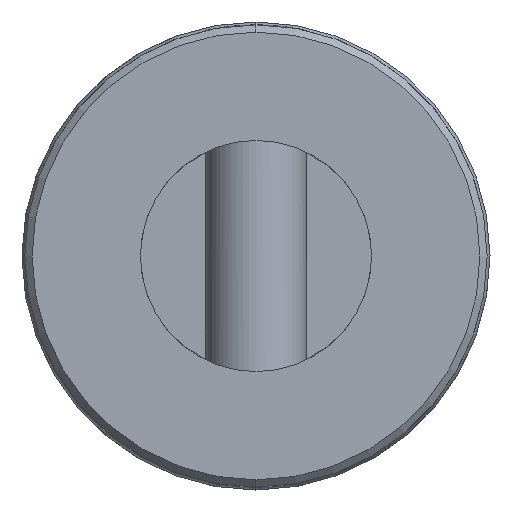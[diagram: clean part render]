
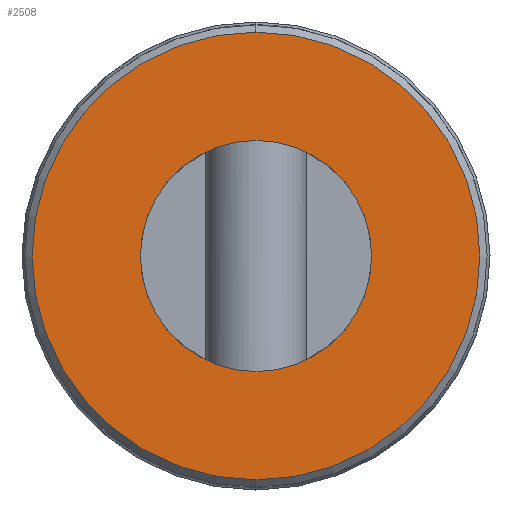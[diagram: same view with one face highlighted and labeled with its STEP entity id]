
A CAD part, front view. The second image highlights one B-rep face of the part: STEP entity #2508.
In plain terms, the highlighted planar face has unit normal (0, -1, 0).
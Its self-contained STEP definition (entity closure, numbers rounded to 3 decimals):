
#153 = ORIENTED_EDGE ( 'NONE', *, *, #1081, .T. ) ;
#416 = ORIENTED_EDGE ( 'NONE', *, *, #1205, .T. ) ;
#631 = CARTESIAN_POINT ( 'NONE',  ( 0., 0., 0. ) ) ;
#730 = EDGE_CURVE ( 'NONE', #1920, #1257, #805, .T. ) ;
#747 = CARTESIAN_POINT ( 'NONE',  ( 0., 0., 0. ) ) ;
#805 = CIRCLE ( 'NONE', #1744, 4. ) ;
#848 = DIRECTION ( 'NONE',  ( 0., 0., 1. ) ) ;
#860 = DIRECTION ( 'NONE',  ( 0., 1., 0. ) ) ;
#888 = FACE_BOUND ( 'NONE', #1845, .T. ) ;
#898 = DIRECTION ( 'NONE',  ( 0., 0., 1. ) ) ;
#1026 = DIRECTION ( 'NONE',  ( 0., 1., 0. ) ) ;
#1081 = EDGE_CURVE ( 'NONE', #1257, #1920, #3618, .T. ) ;
#1205 = EDGE_CURVE ( 'NONE', #2922, #3511, #3462, .T. ) ;
#1257 = VERTEX_POINT ( 'NONE', #2537 ) ;
#1466 = EDGE_LOOP ( 'NONE', ( #3242, #416 ) ) ;
#1536 = CIRCLE ( 'NONE', #2526, 7.75 ) ;
#1543 = DIRECTION ( 'NONE',  ( 0., -1., 0. ) ) ;
#1607 = DIRECTION ( 'NONE',  ( 0., 1., 0. ) ) ;
#1651 = EDGE_CURVE ( 'NONE', #3511, #2922, #1536, .T. ) ;
#1744 = AXIS2_PLACEMENT_3D ( 'NONE', #747, #1026, #3924 ) ;
#1845 = EDGE_LOOP ( 'NONE', ( #3190, #153 ) ) ;
#1920 = VERTEX_POINT ( 'NONE', #3081 ) ;
#1932 = CARTESIAN_POINT ( 'NONE',  ( 0., 0., 0. ) ) ;
#2181 = CARTESIAN_POINT ( 'NONE',  ( 0., 0., 0. ) ) ;
#2246 = PLANE ( 'NONE',  #2926 ) ;
#2279 = FACE_OUTER_BOUND ( 'NONE', #1466, .T. ) ;
#2499 = CARTESIAN_POINT ( 'NONE',  ( 0., 0., -7.75 ) ) ;
#2505 = AXIS2_PLACEMENT_3D ( 'NONE', #631, #1543, #898 ) ;
#2508 = ADVANCED_FACE ( 'NONE', ( #2279, #888 ), #2246, .F. ) ;
#2526 = AXIS2_PLACEMENT_3D ( 'NONE', #3265, #3579, #3894 ) ;
#2537 = CARTESIAN_POINT ( 'NONE',  ( 0., 0., 4. ) ) ;
#2567 = DIRECTION ( 'NONE',  ( 0., 0., 1. ) ) ;
#2922 = VERTEX_POINT ( 'NONE', #2499 ) ;
#2926 = AXIS2_PLACEMENT_3D ( 'NONE', #1932, #1607, #2567 ) ;
#3067 = AXIS2_PLACEMENT_3D ( 'NONE', #2181, #860, #848 ) ;
#3081 = CARTESIAN_POINT ( 'NONE',  ( 0., 0., -4. ) ) ;
#3190 = ORIENTED_EDGE ( 'NONE', *, *, #730, .T. ) ;
#3242 = ORIENTED_EDGE ( 'NONE', *, *, #1651, .T. ) ;
#3265 = CARTESIAN_POINT ( 'NONE',  ( 0., 0., 0. ) ) ;
#3455 = CARTESIAN_POINT ( 'NONE',  ( 0., 0., 7.75 ) ) ;
#3462 = CIRCLE ( 'NONE', #2505, 7.75 ) ;
#3511 = VERTEX_POINT ( 'NONE', #3455 ) ;
#3579 = DIRECTION ( 'NONE',  ( 0., -1., 0. ) ) ;
#3618 = CIRCLE ( 'NONE', #3067, 4. ) ;
#3894 = DIRECTION ( 'NONE',  ( 0., 0., 1. ) ) ;
#3924 = DIRECTION ( 'NONE',  ( 0., 0., 1. ) ) ;
